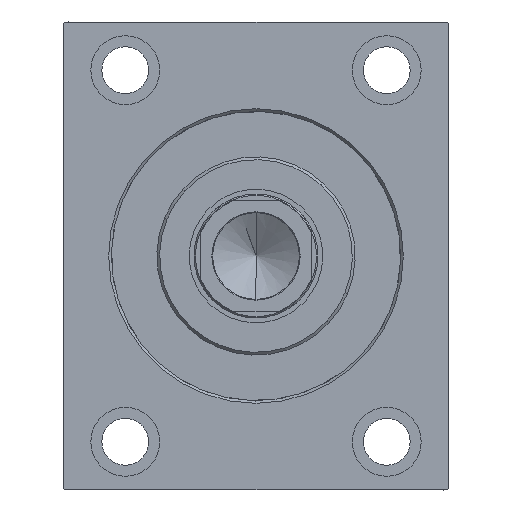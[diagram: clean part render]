
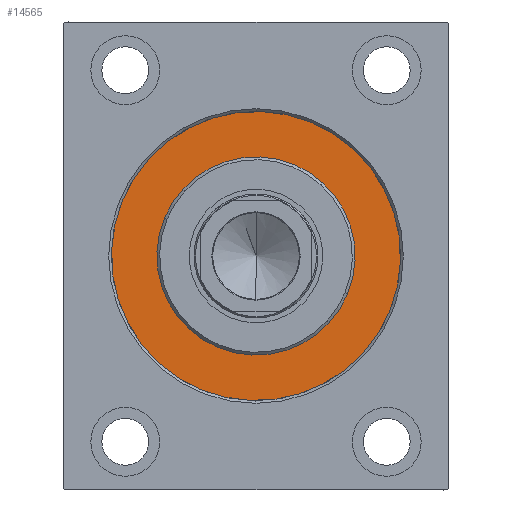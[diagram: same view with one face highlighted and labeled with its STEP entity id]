
A CAD part, left-side view. The second image highlights one B-rep face of the part: STEP entity #14565.
In plain terms, the highlighted face is planar.
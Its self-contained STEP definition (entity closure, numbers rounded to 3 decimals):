
#537 = DIRECTION ( 'NONE',  ( -1., 0., 0. ) ) ;
#3511 = CIRCLE ( 'NONE', #15020, 36. ) ;
#3811 = VERTEX_POINT ( 'NONE', #18333 ) ;
#5184 = CARTESIAN_POINT ( 'NONE',  ( 0., 0., 0. ) ) ;
#6477 = CARTESIAN_POINT ( 'NONE',  ( 0., 0., 52.5 ) ) ;
#6832 = CIRCLE ( 'NONE', #36292, 52.5 ) ;
#6962 = EDGE_CURVE ( 'NONE', #3811, #43414, #41691, .T. ) ;
#7516 = FACE_BOUND ( 'NONE', #26901, .T. ) ;
#7627 = CARTESIAN_POINT ( 'NONE',  ( 0., 0., 0. ) ) ;
#7804 = CARTESIAN_POINT ( 'NONE',  ( 0., 0., 0. ) ) ;
#10552 = EDGE_CURVE ( 'NONE', #23155, #40801, #22326, .T. ) ;
#11333 = DIRECTION ( 'NONE',  ( 0., 0., 1. ) ) ;
#11496 = CARTESIAN_POINT ( 'NONE',  ( 0., 0., 0. ) ) ;
#11622 = DIRECTION ( 'NONE',  ( 1., 0., 0. ) ) ;
#13163 = ORIENTED_EDGE ( 'NONE', *, *, #10552, .F. ) ;
#13426 = CARTESIAN_POINT ( 'NONE',  ( 0., 0., 36. ) ) ;
#14565 = ADVANCED_FACE ( 'NONE', ( #7516, #34964 ), #28222, .F. ) ;
#15020 = AXIS2_PLACEMENT_3D ( 'NONE', #7804, #11622, #35482 ) ;
#15091 = DIRECTION ( 'NONE',  ( -1., 0., 0. ) ) ;
#15528 = DIRECTION ( 'NONE',  ( 0., 0., 1. ) ) ;
#18196 = DIRECTION ( 'NONE',  ( 1., 0., 0. ) ) ;
#18333 = CARTESIAN_POINT ( 'NONE',  ( 0., 0., -52.5 ) ) ;
#18471 = DIRECTION ( 'NONE',  ( -1., 0., 0. ) ) ;
#22326 = CIRCLE ( 'NONE', #28083, 36. ) ;
#23155 = VERTEX_POINT ( 'NONE', #13426 ) ;
#23891 = EDGE_LOOP ( 'NONE', ( #39995, #38520 ) ) ;
#26615 = AXIS2_PLACEMENT_3D ( 'NONE', #5184, #18471, #15528 ) ;
#26901 = EDGE_LOOP ( 'NONE', ( #13163, #29796 ) ) ;
#27109 = EDGE_CURVE ( 'NONE', #43414, #3811, #6832, .T. ) ;
#28083 = AXIS2_PLACEMENT_3D ( 'NONE', #7627, #18196, #41373 ) ;
#28222 = PLANE ( 'NONE',  #37415 ) ;
#29796 = ORIENTED_EDGE ( 'NONE', *, *, #41640, .F. ) ;
#32638 = DIRECTION ( 'NONE',  ( 0., 0., 1. ) ) ;
#34517 = CARTESIAN_POINT ( 'NONE',  ( 0., 0., 0. ) ) ;
#34964 = FACE_OUTER_BOUND ( 'NONE', #23891, .T. ) ;
#35482 = DIRECTION ( 'NONE',  ( 0., 0., -1. ) ) ;
#36292 = AXIS2_PLACEMENT_3D ( 'NONE', #11496, #15091, #32638 ) ;
#37415 = AXIS2_PLACEMENT_3D ( 'NONE', #34517, #537, #11333 ) ;
#38520 = ORIENTED_EDGE ( 'NONE', *, *, #27109, .F. ) ;
#39995 = ORIENTED_EDGE ( 'NONE', *, *, #6962, .F. ) ;
#40495 = CARTESIAN_POINT ( 'NONE',  ( 0., 0., -36. ) ) ;
#40801 = VERTEX_POINT ( 'NONE', #40495 ) ;
#41373 = DIRECTION ( 'NONE',  ( 0., 0., -1. ) ) ;
#41640 = EDGE_CURVE ( 'NONE', #40801, #23155, #3511, .T. ) ;
#41691 = CIRCLE ( 'NONE', #26615, 52.5 ) ;
#43414 = VERTEX_POINT ( 'NONE', #6477 ) ;
